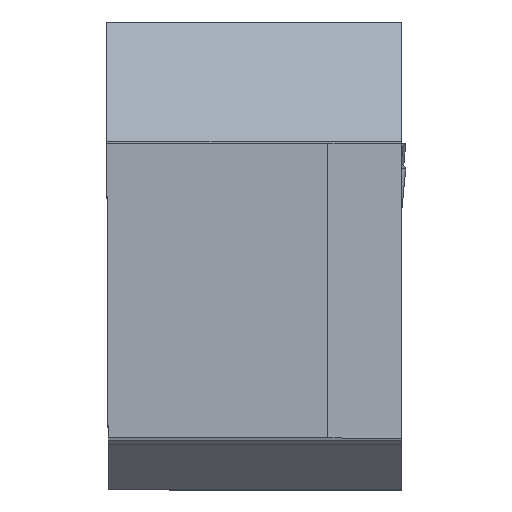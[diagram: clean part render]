
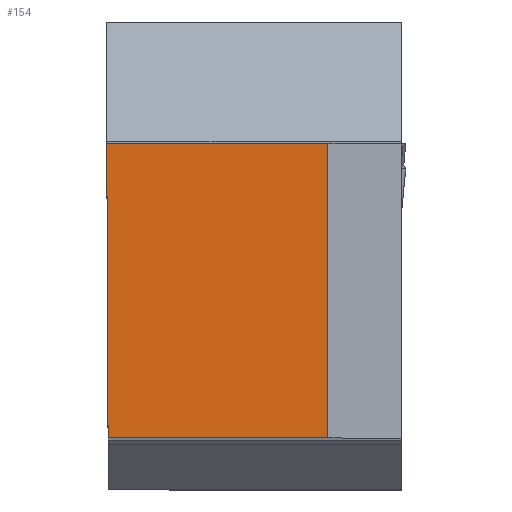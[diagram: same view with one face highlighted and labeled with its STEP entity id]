
A CAD part, top view. The second image highlights one B-rep face of the part: STEP entity #154.
In plain terms, the highlighted planar face has unit normal (0, 0, 1).
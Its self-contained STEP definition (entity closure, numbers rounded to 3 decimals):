
#154=ADVANCED_FACE('BLANK_BOXF006',(#271),#219,.T.);
#219=PLANE('',#1484);
#271=FACE_OUTER_BOUND('',#338,.T.);
#338=EDGE_LOOP('',(#501,#502,#503,#504));
#501=ORIENTED_EDGE('',*,*,#984,.T.);
#502=ORIENTED_EDGE('',*,*,#963,.T.);
#503=ORIENTED_EDGE('',*,*,#985,.F.);
#504=ORIENTED_EDGE('',*,*,#986,.F.);
#833=VERTEX_POINT('',#2006);
#834=VERTEX_POINT('',#2008);
#845=VERTEX_POINT('',#2062);
#846=VERTEX_POINT('',#2064);
#963=EDGE_CURVE('',#834,#833,#1145,.T.);
#984=EDGE_CURVE('',#845,#834,#1163,.T.);
#985=EDGE_CURVE('',#846,#833,#1164,.T.);
#986=EDGE_CURVE('',#845,#846,#1165,.T.);
#1145=LINE('',#2007,#1291);
#1163=LINE('',#2061,#1309);
#1164=LINE('',#2063,#1310);
#1165=LINE('',#2065,#1311);
#1291=VECTOR('',#1626,1.);
#1309=VECTOR('',#1662,1.);
#1310=VECTOR('',#1663,1.);
#1311=VECTOR('',#1664,1.);
#1484=AXIS2_PLACEMENT_3D('',#2066,#1665,#1666);
#1626=DIRECTION('',(0.004,-1.,0.));
#1662=DIRECTION('',(-1.,0.,0.));
#1663=DIRECTION('',(-1.,0.,0.));
#1664=DIRECTION('',(0.,-1.,0.));
#1665=DIRECTION('',(0.,0.,1.));
#1666=DIRECTION('',(1.,0.,0.));
#2006=CARTESIAN_POINT('',(0.052,0.,0.));
#2007=CARTESIAN_POINT('',(-0.027,18.021,0.));
#2008=CARTESIAN_POINT('',(0.,11.925,0.));
#2061=CARTESIAN_POINT('',(-22.,11.925,0.));
#2062=CARTESIAN_POINT('',(8.951,11.925,0.));
#2063=CARTESIAN_POINT('',(-22.,0.,0.));
#2064=CARTESIAN_POINT('',(8.951,0.,0.));
#2065=CARTESIAN_POINT('',(8.951,0.,0.));
#2066=CARTESIAN_POINT('',(-22.,17.925,0.));
